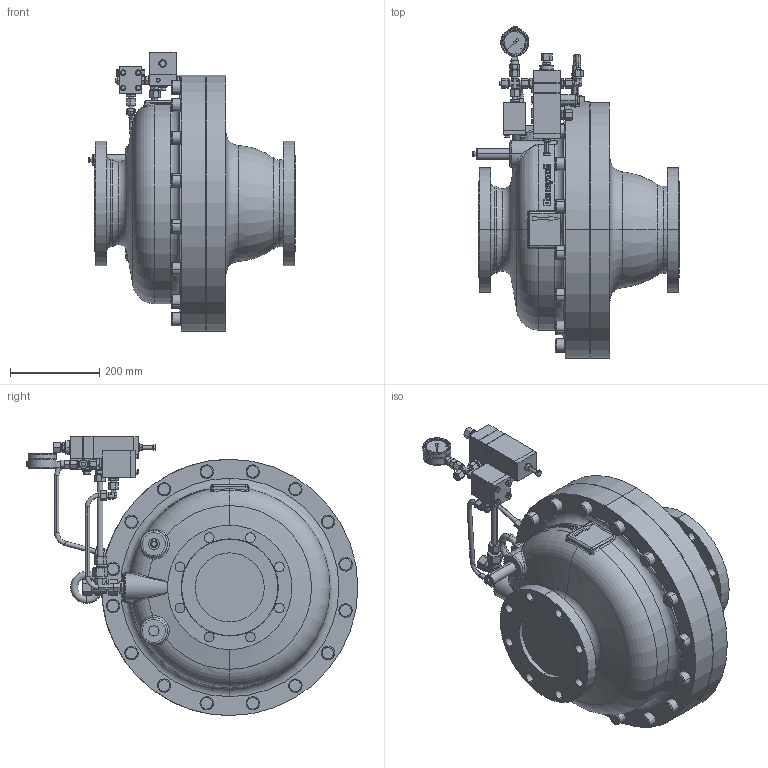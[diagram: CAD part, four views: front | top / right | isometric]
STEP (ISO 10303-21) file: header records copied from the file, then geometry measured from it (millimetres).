
FILE_DESCRIPTION (( 'STEP AP214' ), '1' );
FILE_NAME ('HON512_DN150-150_HON650-1_bzw_HON652-1_class150.STEP', '2019-07-31T05:03:08', ( '' ), ( '' ), 'SwSTEP 2.0', 'SolidWorks 2017', '' );
FILE_SCHEMA (( 'AUTOMOTIVE_DESIGN' ));
Length unit declared in the file: millimetre
Products named in the file (1): HON512_DN150-150_HON650-1_bzw_HON652-1_class150
Bounding box: 463.5 x 744.2 x 626.29 mm (x, y, z)
Volume: 55390830.1 mm3; surface area: 1354837.6 mm2
Topology: 2 solids, 3 shells, 1702 faces, 3953 edges, 2417 vertices
Faces by surface type: plane 599, cone 432, cylinder 373, bspline 178, torus 114, sphere 6
Entity records: 81472 total; most frequent: CARTESIAN_POINT 34356, ORIENTED_EDGE 7902, DIRECTION 7090, EDGE_CURVE 3951, AXIS2_PLACEMENT_3D 2920, VERTEX_POINT 2417, EDGE_LOOP 1900, ADVANCED_FACE 1702
